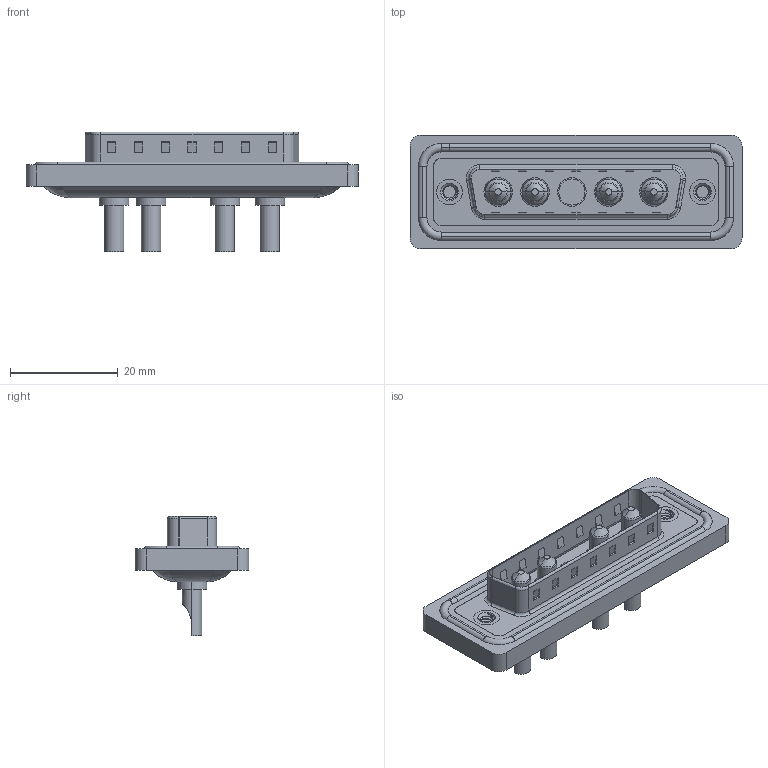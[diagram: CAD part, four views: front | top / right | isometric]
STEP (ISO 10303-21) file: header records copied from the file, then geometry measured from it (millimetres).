
FILE_DESCRIPTION (( 'STEP AP203' ), '1' );
FILE_NAME ('627W5W5-122-2N2.STEP', '2020-09-14T20:45:13', ( '' ), ( '' ), 'SwSTEP 2.0', 'SolidWorks 2020', '' );
FILE_SCHEMA (( 'CONFIG_CONTROL_DESIGN' ));
Length unit declared in the file: millimetre
Products named in the file (7): 627Combo Waterproof Housing_25 Contacts; 627W5W5-122-2N2; 627Combo Housing_5W5; Power Pin_20A SC; 627Combo Shell Rear_25 Contacts; 627Combo Shell Front_25 Contacts; 627Combo Threaded Rivet_2
Assembly tree (11 placements, depth 2):
  627W5W5-122-2N2
    627Combo Housing_5W5
    627Combo Waterproof Housing_25 Contacts
    627Combo Shell Rear_25 Contacts
    627Combo Shell Front_25 Contacts
    627Combo Threaded Rivet_2  x2
    Power Pin_20A SC  x5
Bounding box: 61.75 x 21.1 x 22.3 mm (x, y, z)
Volume: 7536.9 mm3; surface area: 12208.5 mm2
Topology: 17 solids, 17 shells, 708 faces, 1732 edges, 1076 vertices
Faces by surface type: cylinder 298, plane 274, torus 74, cone 47, bspline 15
Entity records: 18186 total; most frequent: CARTESIAN_POINT 4630, DIRECTION 2751, ORIENTED_EDGE 2590, EDGE_CURVE 1295, AXIS2_PLACEMENT_3D 1010, VERTEX_POINT 820, VECTOR 731, LINE 731
